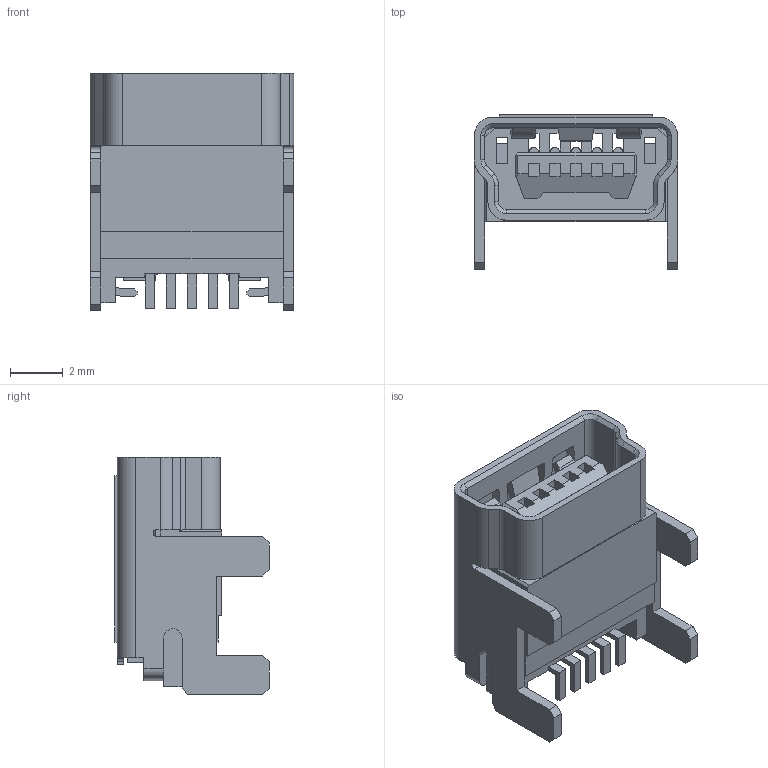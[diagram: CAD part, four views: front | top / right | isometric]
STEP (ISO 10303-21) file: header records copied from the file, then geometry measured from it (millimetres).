
FILE_DESCRIPTION( ( 'STEP AP214' ), '1' );
FILE_NAME( 'psolqas14020425315.stp', '2020-02-12T13:02:04', ( '' ), ( '' ), ' ', 'PARTsolutions', ' ' );
FILE_SCHEMA( ( 'AUTOMOTIVE_DESIGN { 1 0 10303 214 1 1 1 1 }' ) );
Length unit declared in the file: metre
Products named in the file (1): 1
Bounding box: 7.7 x 5.85 x 9 mm (x, y, z)
Surface area: 642.2 mm2 (no closed solid volume)
Topology: 0 solids, 361 shells, 361 faces, 2072 edges, 2072 vertices
Faces by surface type: plane 271, cylinder 58, bspline 24, cone 8
Entity records: 20865 total; most frequent: CARTESIAN_POINT 5964, DIRECTION 2848, ORIENTED_EDGE 2072, EDGE_CURVE 2072, VERTEX_POINT 2072, LINE 1724, VECTOR 1724, AXIS2_PLACEMENT_3D 562
